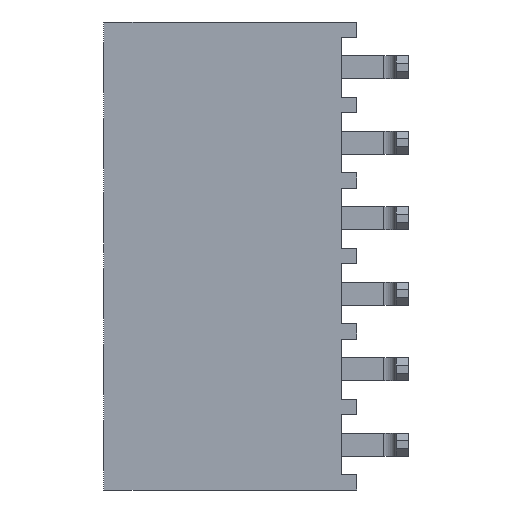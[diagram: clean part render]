
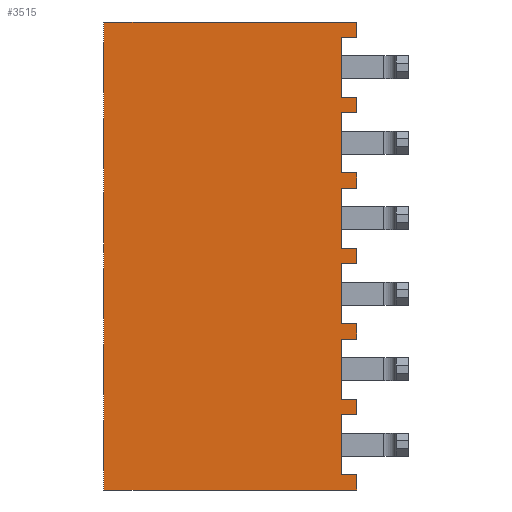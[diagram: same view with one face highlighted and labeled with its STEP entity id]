
A CAD part, left-side view. The second image highlights one B-rep face of the part: STEP entity #3515.
In plain terms, the highlighted planar face has unit normal (-1, 0, 0).
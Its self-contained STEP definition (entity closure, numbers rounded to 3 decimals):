
#129=FACE_OUTER_BOUND('',#327,.T.);
#327=EDGE_LOOP('',(#2519,#2520,#2521,#2522,#2523,#2524,#2525,#2526,#2527,
#2528,#2529,#2530,#2531,#2532,#2533,#2534,#2535,#2536,#2537,#2538,#2539,
#2540,#2541,#2542,#2543,#2544,#2545,#2546));
#663=LINE('',#5215,#1143);
#669=LINE('',#5228,#1149);
#673=LINE('',#5237,#1153);
#677=LINE('',#5246,#1157);
#681=LINE('',#5255,#1161);
#685=LINE('',#5264,#1165);
#687=LINE('',#5269,#1167);
#688=LINE('',#5270,#1168);
#689=LINE('',#5272,#1169);
#690=LINE('',#5274,#1170);
#691=LINE('',#5276,#1171);
#692=LINE('',#5278,#1172);
#693=LINE('',#5280,#1173);
#694=LINE('',#5282,#1174);
#695=LINE('',#5283,#1175);
#696=LINE('',#5285,#1176);
#697=LINE('',#5287,#1177);
#698=LINE('',#5288,#1178);
#699=LINE('',#5290,#1179);
#700=LINE('',#5292,#1180);
#701=LINE('',#5293,#1181);
#702=LINE('',#5295,#1182);
#703=LINE('',#5297,#1183);
#704=LINE('',#5298,#1184);
#705=LINE('',#5300,#1185);
#706=LINE('',#5302,#1186);
#707=LINE('',#5303,#1187);
#708=LINE('',#5304,#1188);
#1143=VECTOR('',#4205,1.);
#1149=VECTOR('',#4213,1.);
#1153=VECTOR('',#4219,1.);
#1157=VECTOR('',#4225,1.);
#1161=VECTOR('',#4231,1.);
#1165=VECTOR('',#4237,1.);
#1167=VECTOR('',#4241,1.);
#1168=VECTOR('',#4242,1.);
#1169=VECTOR('',#4243,1.);
#1170=VECTOR('',#4244,1.);
#1171=VECTOR('',#4245,1.);
#1172=VECTOR('',#4246,1.);
#1173=VECTOR('',#4247,1.);
#1174=VECTOR('',#4248,1.);
#1175=VECTOR('',#4249,1.);
#1176=VECTOR('',#4250,1.);
#1177=VECTOR('',#4251,1.);
#1178=VECTOR('',#4252,1.);
#1179=VECTOR('',#4253,1.);
#1180=VECTOR('',#4254,1.);
#1181=VECTOR('',#4255,1.);
#1182=VECTOR('',#4256,1.);
#1183=VECTOR('',#4257,1.);
#1184=VECTOR('',#4258,1.);
#1185=VECTOR('',#4259,1.);
#1186=VECTOR('',#4260,1.);
#1187=VECTOR('',#4261,1.);
#1188=VECTOR('',#4262,1.);
#1575=VERTEX_POINT('',#5213);
#1576=VERTEX_POINT('',#5214);
#1581=VERTEX_POINT('',#5225);
#1582=VERTEX_POINT('',#5227);
#1585=VERTEX_POINT('',#5234);
#1586=VERTEX_POINT('',#5236);
#1589=VERTEX_POINT('',#5243);
#1590=VERTEX_POINT('',#5245);
#1593=VERTEX_POINT('',#5252);
#1594=VERTEX_POINT('',#5254);
#1597=VERTEX_POINT('',#5261);
#1598=VERTEX_POINT('',#5263);
#1599=VERTEX_POINT('',#5267);
#1600=VERTEX_POINT('',#5268);
#1601=VERTEX_POINT('',#5271);
#1602=VERTEX_POINT('',#5273);
#1603=VERTEX_POINT('',#5275);
#1604=VERTEX_POINT('',#5277);
#1605=VERTEX_POINT('',#5279);
#1606=VERTEX_POINT('',#5281);
#1607=VERTEX_POINT('',#5284);
#1608=VERTEX_POINT('',#5286);
#1609=VERTEX_POINT('',#5289);
#1610=VERTEX_POINT('',#5291);
#1611=VERTEX_POINT('',#5294);
#1612=VERTEX_POINT('',#5296);
#1613=VERTEX_POINT('',#5299);
#1614=VERTEX_POINT('',#5301);
#1943=EDGE_CURVE('',#1575,#1576,#663,.T.);
#1949=EDGE_CURVE('',#1582,#1581,#669,.T.);
#1953=EDGE_CURVE('',#1586,#1585,#673,.T.);
#1957=EDGE_CURVE('',#1590,#1589,#677,.T.);
#1961=EDGE_CURVE('',#1594,#1593,#681,.T.);
#1965=EDGE_CURVE('',#1598,#1597,#685,.T.);
#1967=EDGE_CURVE('',#1599,#1600,#687,.T.);
#1968=EDGE_CURVE('',#1575,#1599,#688,.T.);
#1969=EDGE_CURVE('',#1601,#1576,#689,.T.);
#1970=EDGE_CURVE('',#1602,#1601,#690,.T.);
#1971=EDGE_CURVE('',#1602,#1603,#691,.T.);
#1972=EDGE_CURVE('',#1603,#1604,#692,.T.);
#1973=EDGE_CURVE('',#1605,#1604,#693,.T.);
#1974=EDGE_CURVE('',#1606,#1605,#694,.T.);
#1975=EDGE_CURVE('',#1598,#1606,#695,.T.);
#1976=EDGE_CURVE('',#1607,#1597,#696,.T.);
#1977=EDGE_CURVE('',#1608,#1607,#697,.T.);
#1978=EDGE_CURVE('',#1594,#1608,#698,.T.);
#1979=EDGE_CURVE('',#1609,#1593,#699,.T.);
#1980=EDGE_CURVE('',#1610,#1609,#700,.T.);
#1981=EDGE_CURVE('',#1590,#1610,#701,.T.);
#1982=EDGE_CURVE('',#1611,#1589,#702,.T.);
#1983=EDGE_CURVE('',#1612,#1611,#703,.T.);
#1984=EDGE_CURVE('',#1586,#1612,#704,.T.);
#1985=EDGE_CURVE('',#1613,#1585,#705,.T.);
#1986=EDGE_CURVE('',#1614,#1613,#706,.T.);
#1987=EDGE_CURVE('',#1582,#1614,#707,.T.);
#1988=EDGE_CURVE('',#1600,#1581,#708,.T.);
#2519=ORIENTED_EDGE('',*,*,#1967,.F.);
#2520=ORIENTED_EDGE('',*,*,#1968,.F.);
#2521=ORIENTED_EDGE('',*,*,#1943,.T.);
#2522=ORIENTED_EDGE('',*,*,#1969,.F.);
#2523=ORIENTED_EDGE('',*,*,#1970,.F.);
#2524=ORIENTED_EDGE('',*,*,#1971,.T.);
#2525=ORIENTED_EDGE('',*,*,#1972,.T.);
#2526=ORIENTED_EDGE('',*,*,#1973,.F.);
#2527=ORIENTED_EDGE('',*,*,#1974,.F.);
#2528=ORIENTED_EDGE('',*,*,#1975,.F.);
#2529=ORIENTED_EDGE('',*,*,#1965,.T.);
#2530=ORIENTED_EDGE('',*,*,#1976,.F.);
#2531=ORIENTED_EDGE('',*,*,#1977,.F.);
#2532=ORIENTED_EDGE('',*,*,#1978,.F.);
#2533=ORIENTED_EDGE('',*,*,#1961,.T.);
#2534=ORIENTED_EDGE('',*,*,#1979,.F.);
#2535=ORIENTED_EDGE('',*,*,#1980,.F.);
#2536=ORIENTED_EDGE('',*,*,#1981,.F.);
#2537=ORIENTED_EDGE('',*,*,#1957,.T.);
#2538=ORIENTED_EDGE('',*,*,#1982,.F.);
#2539=ORIENTED_EDGE('',*,*,#1983,.F.);
#2540=ORIENTED_EDGE('',*,*,#1984,.F.);
#2541=ORIENTED_EDGE('',*,*,#1953,.T.);
#2542=ORIENTED_EDGE('',*,*,#1985,.F.);
#2543=ORIENTED_EDGE('',*,*,#1986,.F.);
#2544=ORIENTED_EDGE('',*,*,#1987,.F.);
#2545=ORIENTED_EDGE('',*,*,#1949,.T.);
#2546=ORIENTED_EDGE('',*,*,#1988,.F.);
#3329=PLANE('',#3733);
#3515=ADVANCED_FACE('',(#129),#3329,.F.);
#3733=AXIS2_PLACEMENT_3D('',#5266,#4239,#4240);
#4205=DIRECTION('',(0.,0.,1.));
#4213=DIRECTION('',(0.,0.,1.));
#4219=DIRECTION('',(0.,0.,1.));
#4225=DIRECTION('',(0.,0.,1.));
#4231=DIRECTION('',(0.,0.,1.));
#4237=DIRECTION('',(0.,0.,1.));
#4239=DIRECTION('center_axis',(1.,0.,0.));
#4240=DIRECTION('ref_axis',(0.,0.,-1.));
#4241=DIRECTION('',(0.,0.,-1.));
#4242=DIRECTION('',(0.,1.,0.));
#4243=DIRECTION('',(0.,-1.,0.));
#4244=DIRECTION('',(0.,0.,1.));
#4245=DIRECTION('',(0.,-1.,0.));
#4246=DIRECTION('',(0.,0.,1.));
#4247=DIRECTION('',(0.,-1.,0.));
#4248=DIRECTION('',(0.,0.,-1.));
#4249=DIRECTION('',(0.,1.,0.));
#4250=DIRECTION('',(0.,-1.,0.));
#4251=DIRECTION('',(0.,0.,-1.));
#4252=DIRECTION('',(0.,1.,0.));
#4253=DIRECTION('',(0.,-1.,0.));
#4254=DIRECTION('',(0.,0.,-1.));
#4255=DIRECTION('',(0.,1.,0.));
#4256=DIRECTION('',(0.,-1.,0.));
#4257=DIRECTION('',(0.,0.,-1.));
#4258=DIRECTION('',(0.,1.,0.));
#4259=DIRECTION('',(0.,-1.,0.));
#4260=DIRECTION('',(0.,0.,-1.));
#4261=DIRECTION('',(0.,1.,0.));
#4262=DIRECTION('',(0.,-1.,0.));
#5213=CARTESIAN_POINT('',(-1.207,0.,7.366));
#5214=CARTESIAN_POINT('',(-1.207,0.,7.874));
#5215=CARTESIAN_POINT('',(-1.207,0.,-7.874));
#5225=CARTESIAN_POINT('',(-1.207,0.,5.334));
#5227=CARTESIAN_POINT('',(-1.207,0.,4.826));
#5228=CARTESIAN_POINT('',(-1.207,0.,-7.874));
#5234=CARTESIAN_POINT('',(-1.207,0.,2.794));
#5236=CARTESIAN_POINT('',(-1.207,0.,2.286));
#5237=CARTESIAN_POINT('',(-1.207,0.,-7.874));
#5243=CARTESIAN_POINT('',(-1.207,0.,0.254));
#5245=CARTESIAN_POINT('',(-1.207,0.,-0.254));
#5246=CARTESIAN_POINT('',(-1.207,0.,-7.874));
#5252=CARTESIAN_POINT('',(-1.207,0.,-2.286));
#5254=CARTESIAN_POINT('',(-1.207,0.,-2.794));
#5255=CARTESIAN_POINT('',(-1.207,0.,-7.874));
#5261=CARTESIAN_POINT('',(-1.207,0.,-4.826));
#5263=CARTESIAN_POINT('',(-1.207,0.,-5.334));
#5264=CARTESIAN_POINT('',(-1.207,0.,-7.874));
#5266=CARTESIAN_POINT('Origin',(-1.207,8.509,-7.874));
#5267=CARTESIAN_POINT('',(-1.207,0.508,7.366));
#5268=CARTESIAN_POINT('',(-1.207,0.508,5.334));
#5269=CARTESIAN_POINT('',(-1.207,0.508,7.366));
#5270=CARTESIAN_POINT('',(-1.207,0.,7.366));
#5271=CARTESIAN_POINT('',(-1.207,8.509,7.874));
#5272=CARTESIAN_POINT('',(-1.207,8.509,7.874));
#5273=CARTESIAN_POINT('',(-1.207,8.509,-7.874));
#5274=CARTESIAN_POINT('',(-1.207,8.509,-7.874));
#5275=CARTESIAN_POINT('',(-1.207,0.,-7.874));
#5276=CARTESIAN_POINT('',(-1.207,8.509,-7.874));
#5277=CARTESIAN_POINT('',(-1.207,0.,-7.366));
#5278=CARTESIAN_POINT('',(-1.207,0.,-7.874));
#5279=CARTESIAN_POINT('',(-1.207,0.508,-7.366));
#5280=CARTESIAN_POINT('',(-1.207,0.,-7.366));
#5281=CARTESIAN_POINT('',(-1.207,0.508,-5.334));
#5282=CARTESIAN_POINT('',(-1.207,0.508,-5.334));
#5283=CARTESIAN_POINT('',(-1.207,0.,-5.334));
#5284=CARTESIAN_POINT('',(-1.207,0.508,-4.826));
#5285=CARTESIAN_POINT('',(-1.207,0.,-4.826));
#5286=CARTESIAN_POINT('',(-1.207,0.508,-2.794));
#5287=CARTESIAN_POINT('',(-1.207,0.508,-2.794));
#5288=CARTESIAN_POINT('',(-1.207,0.,-2.794));
#5289=CARTESIAN_POINT('',(-1.207,0.508,-2.286));
#5290=CARTESIAN_POINT('',(-1.207,0.,-2.286));
#5291=CARTESIAN_POINT('',(-1.207,0.508,-0.254));
#5292=CARTESIAN_POINT('',(-1.207,0.508,-0.254));
#5293=CARTESIAN_POINT('',(-1.207,0.,-0.254));
#5294=CARTESIAN_POINT('',(-1.207,0.508,0.254));
#5295=CARTESIAN_POINT('',(-1.207,0.,0.254));
#5296=CARTESIAN_POINT('',(-1.207,0.508,2.286));
#5297=CARTESIAN_POINT('',(-1.207,0.508,2.286));
#5298=CARTESIAN_POINT('',(-1.207,0.,2.286));
#5299=CARTESIAN_POINT('',(-1.207,0.508,2.794));
#5300=CARTESIAN_POINT('',(-1.207,0.,2.794));
#5301=CARTESIAN_POINT('',(-1.207,0.508,4.826));
#5302=CARTESIAN_POINT('',(-1.207,0.508,4.826));
#5303=CARTESIAN_POINT('',(-1.207,0.,4.826));
#5304=CARTESIAN_POINT('',(-1.207,0.,5.334));
